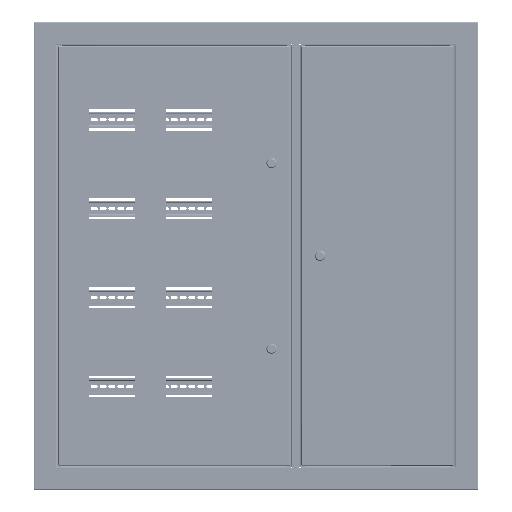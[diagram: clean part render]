
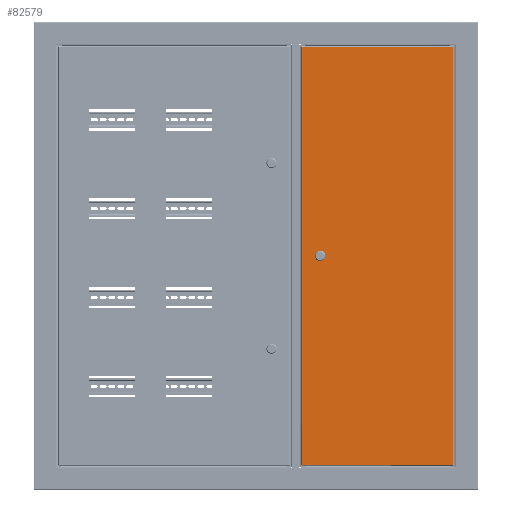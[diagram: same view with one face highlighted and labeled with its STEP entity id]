
A CAD part, top view. The second image highlights one B-rep face of the part: STEP entity #82579.
In plain terms, the highlighted planar face has unit normal (0, 0, 1).
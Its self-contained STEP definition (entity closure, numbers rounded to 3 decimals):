
#283 = CARTESIAN_POINT ( 'NONE',  ( 1.7, 1.7, 0. ) ) ;
#1966 = FACE_BOUND ( 'NONE', #77382, .T. ) ;
#2111 = VERTEX_POINT ( 'NONE', #62832 ) ;
#5754 = VERTEX_POINT ( 'NONE', #43923 ) ;
#5830 = CARTESIAN_POINT ( 'NONE',  ( 448.2, 40., 0. ) ) ;
#6285 = VERTEX_POINT ( 'NONE', #84758 ) ;
#8156 = CARTESIAN_POINT ( 'NONE',  ( 448.2, 40., 0. ) ) ;
#10165 = EDGE_CURVE ( 'NONE', #5754, #33761, #90774, .T. ) ;
#12317 = ORIENTED_EDGE ( 'NONE', *, *, #31538, .T. ) ;
#12344 = ORIENTED_EDGE ( 'NONE', *, *, #54374, .T. ) ;
#13100 = VECTOR ( 'NONE', #43435, 1000. ) ;
#15672 = EDGE_CURVE ( 'NONE', #88769, #87696, #25140, .T. ) ;
#15910 = ORIENTED_EDGE ( 'NONE', *, *, #31336, .F. ) ;
#16402 = ORIENTED_EDGE ( 'NONE', *, *, #60145, .F. ) ;
#16828 = VECTOR ( 'NONE', #27349, 1000. ) ;
#18797 = CARTESIAN_POINT ( 'NONE',  ( 894.7, 1.7, 0. ) ) ;
#21094 = VECTOR ( 'NONE', #53632, 1000. ) ;
#21253 = DIRECTION ( 'NONE',  ( 0., 0., 1. ) ) ;
#21963 = CARTESIAN_POINT ( 'NONE',  ( 894.7, 0., 0. ) ) ;
#22561 = CARTESIAN_POINT ( 'NONE',  ( 0., 325.7, 0. ) ) ;
#25140 = LINE ( 'NONE', #54566, #21094 ) ;
#25927 = ORIENTED_EDGE ( 'NONE', *, *, #10165, .F. ) ;
#27349 = DIRECTION ( 'NONE',  ( 1., 0., 0. ) ) ;
#28551 = CARTESIAN_POINT ( 'NONE',  ( 1.7, 324., 0. ) ) ;
#31336 = EDGE_CURVE ( 'NONE', #67558, #6285, #72600, .T. ) ;
#31538 = EDGE_CURVE ( 'NONE', #81750, #88769, #88052, .T. ) ;
#32310 = VECTOR ( 'NONE', #60412, 1000. ) ;
#32334 = EDGE_CURVE ( 'NONE', #87696, #2111, #85997, .T. ) ;
#33378 = DIRECTION ( 'NONE',  ( 0., 0., 1. ) ) ;
#33761 = VERTEX_POINT ( 'NONE', #77035 ) ;
#33910 = AXIS2_PLACEMENT_3D ( 'NONE', #5830, #33378, #63290 ) ;
#34723 = VECTOR ( 'NONE', #77164, 1000. ) ;
#35707 = DIRECTION ( 'NONE',  ( 1., 0., 0. ) ) ;
#35738 = LINE ( 'NONE', #64262, #16828 ) ;
#37475 = DIRECTION ( 'NONE',  ( -1., 0., 0. ) ) ;
#40109 = ORIENTED_EDGE ( 'NONE', *, *, #54849, .F. ) ;
#40279 = ORIENTED_EDGE ( 'NONE', *, *, #32334, .T. ) ;
#41297 = AXIS2_PLACEMENT_3D ( 'NONE', #8156, #21253, #35707 ) ;
#43435 = DIRECTION ( 'NONE',  ( 0., 1., 0. ) ) ;
#43923 = CARTESIAN_POINT ( 'NONE',  ( 444.551, 48.5, 0. ) ) ;
#44016 = ORIENTED_EDGE ( 'NONE', *, *, #67813, .F. ) ;
#44504 = AXIS2_PLACEMENT_3D ( 'NONE', #63522, #92090, #71019 ) ;
#44726 = ORIENTED_EDGE ( 'NONE', *, *, #15672, .T. ) ;
#45362 = VECTOR ( 'NONE', #84292, 1000. ) ;
#49556 = CARTESIAN_POINT ( 'NONE',  ( 451.849, 48.5, 0. ) ) ;
#51042 = DIRECTION ( 'NONE',  ( 0., 0., -1. ) ) ;
#53632 = DIRECTION ( 'NONE',  ( 1., 0., 0. ) ) ;
#54374 = EDGE_CURVE ( 'NONE', #2111, #81750, #57586, .T. ) ;
#54566 = CARTESIAN_POINT ( 'NONE',  ( 1.7, 1.7, 0. ) ) ;
#54849 = EDGE_CURVE ( 'NONE', #6285, #5754, #85585, .T. ) ;
#57586 = LINE ( 'NONE', #77733, #45362 ) ;
#57661 = VERTEX_POINT ( 'NONE', #64989 ) ;
#58802 = AXIS2_PLACEMENT_3D ( 'NONE', #22561, #51042, #37475 ) ;
#59174 = CARTESIAN_POINT ( 'NONE',  ( 457.45, 40., 0. ) ) ;
#60145 = EDGE_CURVE ( 'NONE', #57661, #67558, #74215, .T. ) ;
#60412 = DIRECTION ( 'NONE',  ( 0., -1., 0. ) ) ;
#62832 = CARTESIAN_POINT ( 'NONE',  ( 894.7, 324., 0. ) ) ;
#63290 = DIRECTION ( 'NONE',  ( 1., 0., 0. ) ) ;
#63522 = CARTESIAN_POINT ( 'NONE',  ( 448.2, 40., 0. ) ) ;
#64262 = CARTESIAN_POINT ( 'NONE',  ( 451.849, 31.5, 0. ) ) ;
#64989 = CARTESIAN_POINT ( 'NONE',  ( 451.849, 31.5, 0. ) ) ;
#67558 = VERTEX_POINT ( 'NONE', #59174 ) ;
#67813 = EDGE_CURVE ( 'NONE', #33761, #57661, #35738, .T. ) ;
#67912 = CARTESIAN_POINT ( 'NONE',  ( 1.7, 324.293, 0. ) ) ;
#71019 = DIRECTION ( 'NONE',  ( 1., 0., 0. ) ) ;
#72600 = CIRCLE ( 'NONE', #41297, 9.25 ) ;
#74215 = CIRCLE ( 'NONE', #33910, 9.25 ) ;
#77035 = CARTESIAN_POINT ( 'NONE',  ( 444.551, 31.5, 0. ) ) ;
#77164 = DIRECTION ( 'NONE',  ( -1., 0., 0. ) ) ;
#77382 = EDGE_LOOP ( 'NONE', ( #40109, #15910, #16402, #44016, #25927 ) ) ;
#77733 = CARTESIAN_POINT ( 'NONE',  ( 894.993, 324., 0. ) ) ;
#79125 = PLANE ( 'NONE',  #58802 ) ;
#81750 = VERTEX_POINT ( 'NONE', #28551 ) ;
#82012 = EDGE_LOOP ( 'NONE', ( #44726, #40279, #12344, #12317 ) ) ;
#82579 = ADVANCED_FACE ( 'NONE', ( #1966, #86610 ), #79125, .F. ) ;
#84292 = DIRECTION ( 'NONE',  ( -1., 0., 0. ) ) ;
#84758 = CARTESIAN_POINT ( 'NONE',  ( 451.849, 48.5, 0. ) ) ;
#85585 = LINE ( 'NONE', #49556, #34723 ) ;
#85997 = LINE ( 'NONE', #21963, #13100 ) ;
#86610 = FACE_OUTER_BOUND ( 'NONE', #82012, .T. ) ;
#87696 = VERTEX_POINT ( 'NONE', #18797 ) ;
#88052 = LINE ( 'NONE', #67912, #32310 ) ;
#88769 = VERTEX_POINT ( 'NONE', #283 ) ;
#90774 = CIRCLE ( 'NONE', #44504, 9.25 ) ;
#92090 = DIRECTION ( 'NONE',  ( 0., 0., 1. ) ) ;
